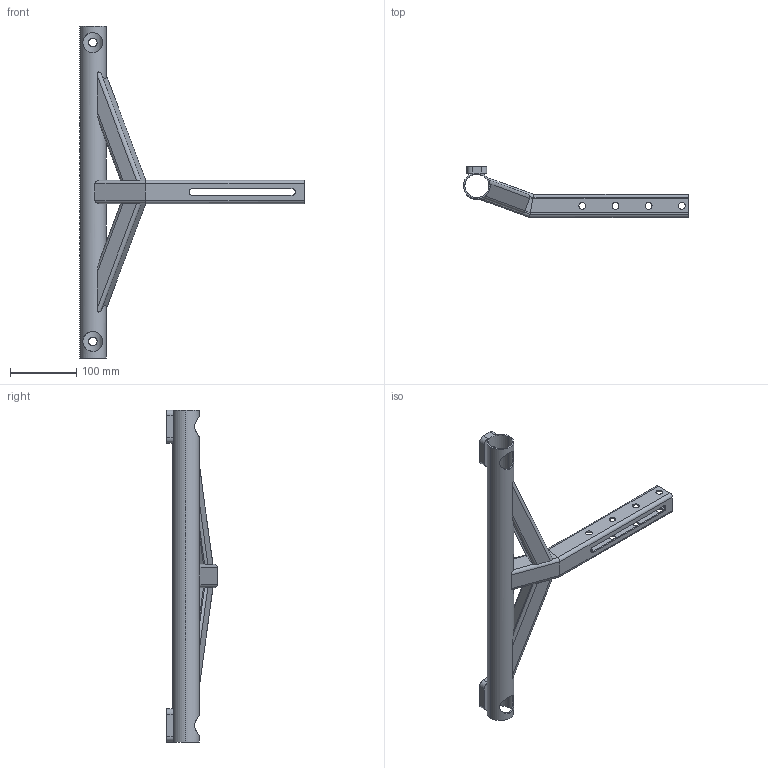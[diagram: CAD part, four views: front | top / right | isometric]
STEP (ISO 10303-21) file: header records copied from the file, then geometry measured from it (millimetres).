
FILE_DESCRIPTION (( 'STEP AP203' ), '1' );
FILE_NAME ('châssis part-2.STEP', '2020-12-03T10:33:22', ( '' ), ( '' ), 'SwSTEP 2.0', 'SolidWorks 2019', '' );
FILE_SCHEMA (( 'CONFIG_CONTROL_DESIGN' ));
Length unit declared in the file: millimetre
Products named in the file (1): châssis part-2
Bounding box: 338.79 x 76.5 x 500 mm (x, y, z)
Volume: 369305.5 mm3; surface area: 229374.1 mm2
Topology: 1 solids, 3 shells, 138 faces, 393 edges, 254 vertices
Faces by surface type: cylinder 76, plane 62
Entity records: 5494 total; most frequent: CARTESIAN_POINT 1808, ORIENTED_EDGE 786, DIRECTION 719, EDGE_CURVE 393, VERTEX_POINT 254, AXIS2_PLACEMENT_3D 251, LINE 217, VECTOR 217
